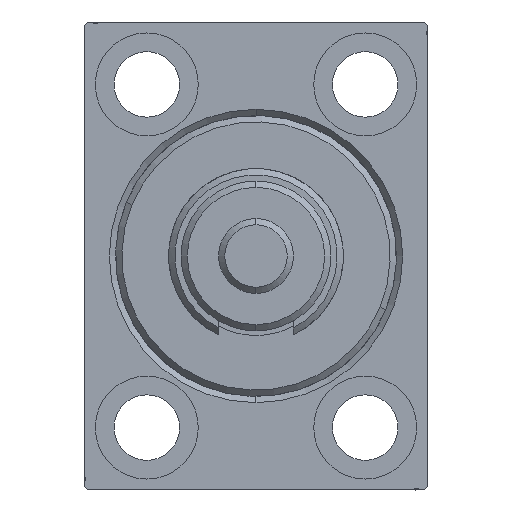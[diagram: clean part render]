
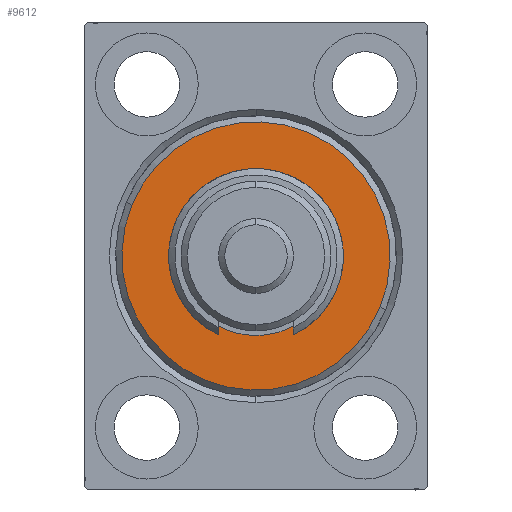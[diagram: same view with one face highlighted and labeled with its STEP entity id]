
A CAD part, left-side view. The second image highlights one B-rep face of the part: STEP entity #9612.
In plain terms, the highlighted face is planar.
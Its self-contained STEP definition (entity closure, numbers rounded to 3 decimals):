
#1099 = FACE_BOUND ( 'NONE', #26853, .T. ) ;
#2743 = CARTESIAN_POINT ( 'NONE',  ( 3., 0., 0. ) ) ;
#5952 = ORIENTED_EDGE ( 'NONE', *, *, #18058, .T. ) ;
#6095 = DIRECTION ( 'NONE',  ( -1., 0., 0. ) ) ;
#7849 = EDGE_CURVE ( 'NONE', #39131, #18702, #16262, .T. ) ;
#8920 = DIRECTION ( 'NONE',  ( 1., 0., 0. ) ) ;
#9477 = CARTESIAN_POINT ( 'NONE',  ( 3., 0., 21.5 ) ) ;
#9612 = ADVANCED_FACE ( 'NONE', ( #41560, #1099 ), #37070, .T. ) ;
#11192 = CIRCLE ( 'NONE', #43670, 21.5 ) ;
#13210 = CARTESIAN_POINT ( 'NONE',  ( 3., 0., 0. ) ) ;
#15804 = CARTESIAN_POINT ( 'NONE',  ( 3., 0., 0. ) ) ;
#16262 = CIRCLE ( 'NONE', #22290, 21.5 ) ;
#16595 = DIRECTION ( 'NONE',  ( 0., 0., -1. ) ) ;
#18058 = EDGE_CURVE ( 'NONE', #22989, #20223, #31921, .T. ) ;
#18344 = CARTESIAN_POINT ( 'NONE',  ( 3., 0., 12.75 ) ) ;
#18702 = VERTEX_POINT ( 'NONE', #9477 ) ;
#18727 = AXIS2_PLACEMENT_3D ( 'NONE', #44738, #19450, #16595 ) ;
#19450 = DIRECTION ( 'NONE',  ( -1., 0., 0. ) ) ;
#20223 = VERTEX_POINT ( 'NONE', #18344 ) ;
#21204 = DIRECTION ( 'NONE',  ( 0., 0., -1. ) ) ;
#21911 = DIRECTION ( 'NONE',  ( 1., 0., 0. ) ) ;
#22135 = CARTESIAN_POINT ( 'NONE',  ( 3., 0., 0. ) ) ;
#22290 = AXIS2_PLACEMENT_3D ( 'NONE', #22135, #21911, #29469 ) ;
#22383 = ORIENTED_EDGE ( 'NONE', *, *, #36046, .T. ) ;
#22989 = VERTEX_POINT ( 'NONE', #39828 ) ;
#23601 = DIRECTION ( 'NONE',  ( 0., 0., -1. ) ) ;
#23833 = AXIS2_PLACEMENT_3D ( 'NONE', #15804, #8920, #37781 ) ;
#26853 = EDGE_LOOP ( 'NONE', ( #22383, #5952 ) ) ;
#27007 = EDGE_LOOP ( 'NONE', ( #40907, #44213 ) ) ;
#29469 = DIRECTION ( 'NONE',  ( 0., 0., -1. ) ) ;
#31921 = CIRCLE ( 'NONE', #38711, 12.75 ) ;
#35400 = DIRECTION ( 'NONE',  ( 1., 0., 0. ) ) ;
#36046 = EDGE_CURVE ( 'NONE', #20223, #22989, #39112, .T. ) ;
#37070 = PLANE ( 'NONE',  #23833 ) ;
#37161 = EDGE_CURVE ( 'NONE', #18702, #39131, #11192, .T. ) ;
#37781 = DIRECTION ( 'NONE',  ( 0., 0., -1. ) ) ;
#38711 = AXIS2_PLACEMENT_3D ( 'NONE', #13210, #6095, #23601 ) ;
#38724 = CARTESIAN_POINT ( 'NONE',  ( 3., 0., -21.5 ) ) ;
#39112 = CIRCLE ( 'NONE', #18727, 12.75 ) ;
#39131 = VERTEX_POINT ( 'NONE', #38724 ) ;
#39828 = CARTESIAN_POINT ( 'NONE',  ( 3., 0., -12.75 ) ) ;
#40907 = ORIENTED_EDGE ( 'NONE', *, *, #37161, .T. ) ;
#41560 = FACE_OUTER_BOUND ( 'NONE', #27007, .T. ) ;
#43670 = AXIS2_PLACEMENT_3D ( 'NONE', #2743, #35400, #21204 ) ;
#44213 = ORIENTED_EDGE ( 'NONE', *, *, #7849, .T. ) ;
#44738 = CARTESIAN_POINT ( 'NONE',  ( 3., 0., 0. ) ) ;
